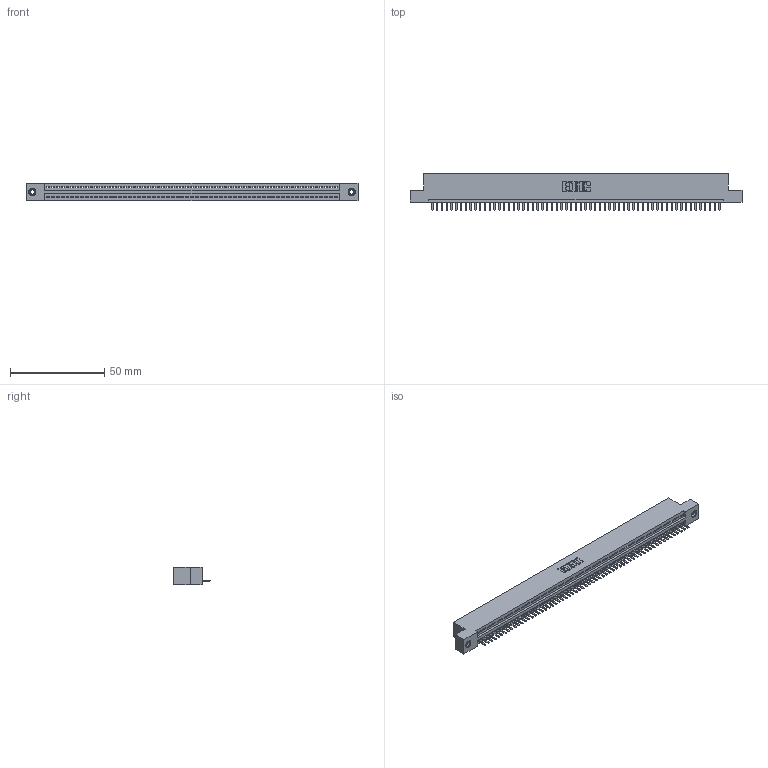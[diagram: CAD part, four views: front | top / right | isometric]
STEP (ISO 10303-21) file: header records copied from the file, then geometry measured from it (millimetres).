
FILE_DESCRIPTION (( 'STEP AP203' ), '1' );
FILE_NAME ('345-061-520-108.STEP', '2019-10-11T00:49:11', ( '' ), ( '' ), 'SwSTEP 2.0', 'SolidWorks 2016', '' );
FILE_SCHEMA (( 'CONFIG_CONTROL_DESIGN' ));
Length unit declared in the file: inch
Products named in the file (4): 345-061-520-108; 345 Part_Flush Mounting Lugs - 0.156 Dia-TI; 345-292-001_345-293-120; 345-250-001_345-250-003-102
Assembly tree (64 placements, depth 2):
  345-061-520-108
    345 Part_Flush Mounting Lugs - 0.156 Dia-TI
    345-292-001_345-293-120  x61
    345-250-001_345-250-003-102  x2
Bounding box: 176.15 x 19.68 x 9.4 mm (x, y, z)
Volume: 16704.5 mm3; surface area: 21902.1 mm2
Topology: 64 solids, 64 shells, 3968 faces, 11701 edges, 7630 vertices
Faces by surface type: plane 2674, cylinder 1278, cone 12, torus 4
Entity records: 44652 total; most frequent: CARTESIAN_POINT 7726, ORIENTED_EDGE 7702, DIRECTION 6735, EDGE_CURVE 3851, LINE 3451, VECTOR 3451, VERTEX_POINT 2560, AXIS2_PLACEMENT_3D 1642
